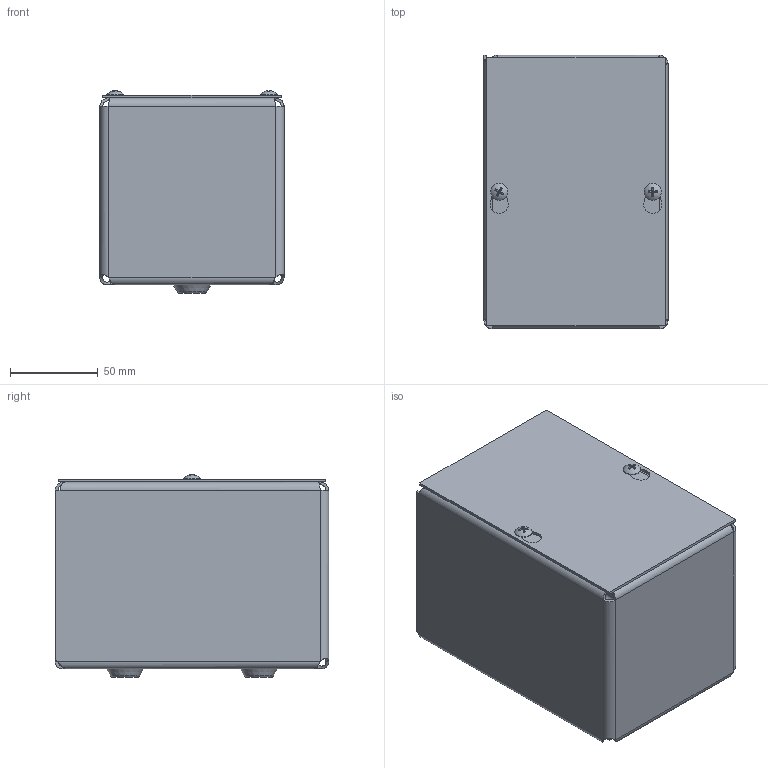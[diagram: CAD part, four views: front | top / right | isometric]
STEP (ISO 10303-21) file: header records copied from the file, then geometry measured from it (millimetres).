
FILE_DESCRIPTION(/* description */ ('SC_NK, 6" X 4" X 4", NEMA1, CS'),/* implementation_level */ '2;1');
FILE_NAME(/* name */ 'SC040604NK.stp',/* time_stamp */ '2023-08-19T14:47:16-05:00',/* author */ ('kadelman'),/* organization */ (''),/* preprocessor_version */ 'ST-DEVELOPER v18.1',/* originating_system */ 'Autodesk Inventor 2020',/* authorisation */ '');
FILE_SCHEMA (('AUTOMOTIVE_DESIGN { 1 0 10303 214 3 1 1 }'));
Length unit declared in the file: inch
Products named in the file (5): SC040604NK; SC0406BKP; SC040604NKWRA; SC0406LPA; 34056
Assembly tree (5 placements, depth 2):
  SC040604NK
    SC0406BKP
    SC040604NKWRA
    SC0406LPA
    34056  x2
Bounding box: 104.78 x 155.57 x 115.25 mm (x, y, z)
Volume: 155390.1 mm3; surface area: 201280.5 mm2
Topology: 5 solids, 5 shells, 261 faces, 669 edges, 427 vertices
Faces by surface type: plane 113, cylinder 55, bspline 45, cone 26, torus 20, sphere 2
Full cylindrical faces by diameter (mm): 3.734 x2, 4.166 x2, 4.343 x1, 5.931 x1, 7.144 x2, 9.754 x2
Entity records: 8608 total; most frequent: CARTESIAN_POINT 2836, ORIENTED_EDGE 1186, DIRECTION 1000, EDGE_CURVE 593, VERTEX_POINT 376, LINE 346, VECTOR 346, AXIS2_PLACEMENT_3D 327
